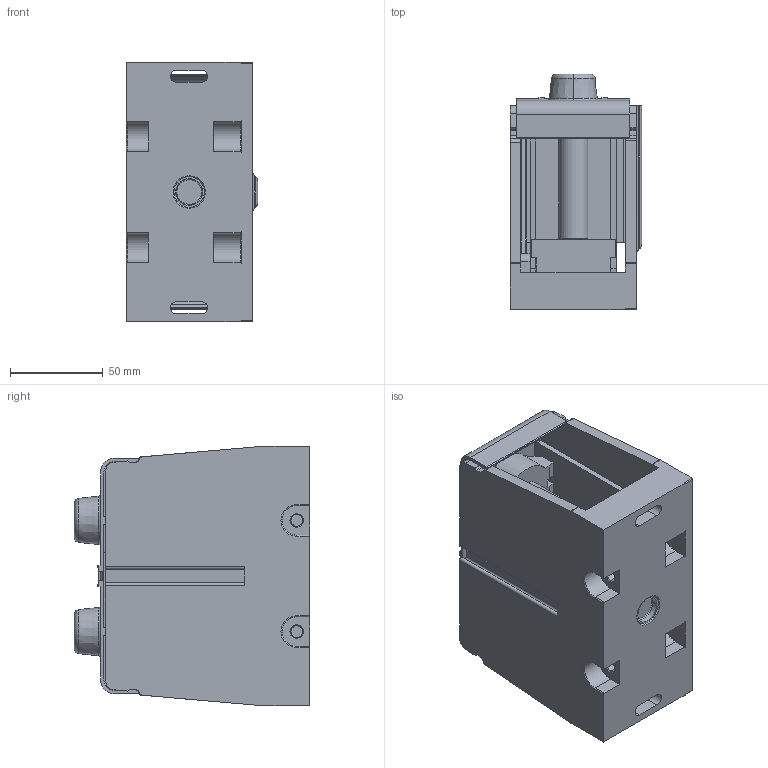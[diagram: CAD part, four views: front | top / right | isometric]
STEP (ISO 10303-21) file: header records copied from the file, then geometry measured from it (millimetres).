
FILE_DESCRIPTION((''),'2;1');
FILE_NAME('5YB574373_ASM','2024-01-30T',('dell'),(''),'PRO/ENGINEER BY PARAMETRIC TECHNOLOGY CORPORATION, 2013230','PRO/ENGINEER BY PARAMETRIC TECHNOLOGY CORPORATION, 2013230','');
FILE_SCHEMA(('AUTOMOTIVE_DESIGN { 1 0 10303 214 1 1 1 1 }'));
Length unit declared in the file: millimetre
Products named in the file (1): 5YB574373_ASM
Bounding box: 71 x 127 x 140 mm (x, y, z)
Volume: 547066.4 mm3; surface area: 173184.7 mm2
Topology: 1 solids, 3 shells, 783 faces, 2275 edges, 1482 vertices
Faces by surface type: plane 490, cylinder 207, cone 42, torus 28, bspline 16
Entity records: 30562 total; most frequent: CARTESIAN_POINT 5435, ORIENTED_EDGE 4526, DIRECTION 4181, EDGE_CURVE 2263, VECTOR 1643, LINE 1643, VERTEX_POINT 1482, AXIS2_PLACEMENT_3D 1269
